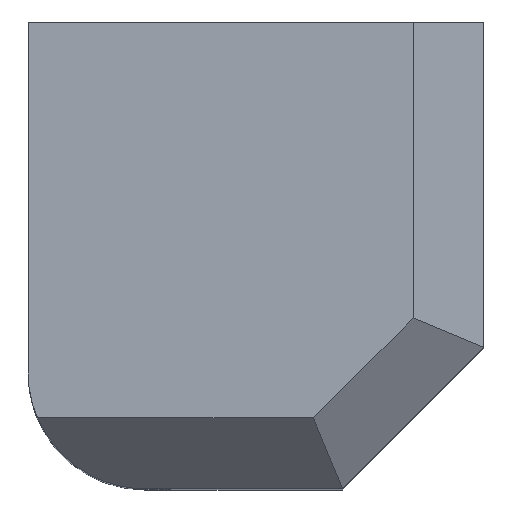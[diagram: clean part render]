
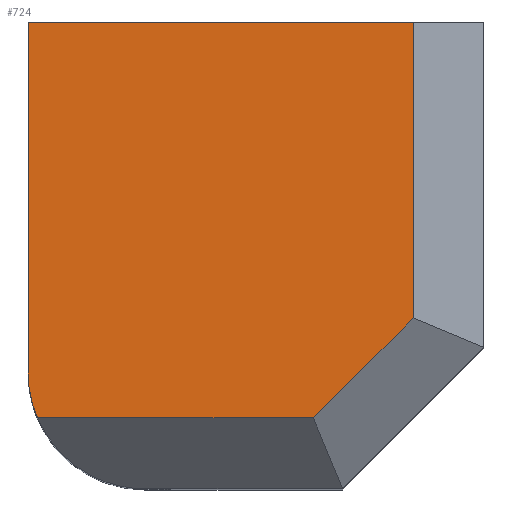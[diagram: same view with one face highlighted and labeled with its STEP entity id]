
A CAD part, top view. The second image highlights one B-rep face of the part: STEP entity #724.
In plain terms, the highlighted planar face has unit normal (0, 0, 1).
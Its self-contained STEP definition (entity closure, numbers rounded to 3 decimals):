
#40 = VERTEX_POINT('',#41);
#41 = CARTESIAN_POINT('',(167.75,0.,50.5));
#47 = EDGE_CURVE('',#48,#40,#50,.T.);
#48 = VERTEX_POINT('',#49);
#49 = CARTESIAN_POINT('',(195.,0.,50.5));
#50 = LINE('',#51,#52);
#51 = CARTESIAN_POINT('',(200.,0.,50.5));
#52 = VECTOR('',#53,1.);
#53 = DIRECTION('',(-1.,-0.,-0.));
#630 = VERTEX_POINT('',#631);
#631 = CARTESIAN_POINT('',(195.,-20.929,50.5));
#637 = EDGE_CURVE('',#48,#630,#638,.T.);
#638 = LINE('',#639,#640);
#639 = CARTESIAN_POINT('',(195.,0.,50.5));
#640 = VECTOR('',#641,1.);
#641 = DIRECTION('',(-0.,-1.,-0.));
#724 = ADVANCED_FACE('',(#725),#760,.T.);
#725 = FACE_BOUND('',#726,.F.);
#726 = EDGE_LOOP('',(#727,#728,#729,#737,#745,#754));
#727 = ORIENTED_EDGE('',*,*,#47,.F.);
#728 = ORIENTED_EDGE('',*,*,#637,.T.);
#729 = ORIENTED_EDGE('',*,*,#730,.T.);
#730 = EDGE_CURVE('',#630,#731,#733,.T.);
#731 = VERTEX_POINT('',#732);
#732 = CARTESIAN_POINT('',(187.929,-28.,50.5));
#733 = LINE('',#734,#735);
#734 = CARTESIAN_POINT('',(196.464,-19.464,50.5));
#735 = VECTOR('',#736,1.);
#736 = DIRECTION('',(-0.707,-0.707,-0.));
#737 = ORIENTED_EDGE('',*,*,#738,.F.);
#738 = EDGE_CURVE('',#739,#731,#741,.T.);
#739 = VERTEX_POINT('',#740);
#740 = CARTESIAN_POINT('',(168.417,-28.,50.5));
#741 = LINE('',#742,#743);
#742 = CARTESIAN_POINT('',(167.75,-28.,50.5));
#743 = VECTOR('',#744,1.);
#744 = DIRECTION('',(1.,0.,0.));
#745 = ORIENTED_EDGE('',*,*,#746,.T.);
#746 = EDGE_CURVE('',#739,#747,#749,.T.);
#747 = VERTEX_POINT('',#748);
#748 = CARTESIAN_POINT('',(167.75,-24.75,50.5));
#749 = CIRCLE('',#750,8.25);
#750 = AXIS2_PLACEMENT_3D('',#751,#752,#753);
#751 = CARTESIAN_POINT('',(176.,-24.75,50.5));
#752 = DIRECTION('',(0.,0.,-1.));
#753 = DIRECTION('',(-1.,-0.,-0.));
#754 = ORIENTED_EDGE('',*,*,#755,.F.);
#755 = EDGE_CURVE('',#40,#747,#756,.T.);
#756 = LINE('',#757,#758);
#757 = CARTESIAN_POINT('',(167.75,0.,50.5));
#758 = VECTOR('',#759,1.);
#759 = DIRECTION('',(-0.,-1.,-0.));
#760 = PLANE('',#761);
#761 = AXIS2_PLACEMENT_3D('',#762,#763,#764);
#762 = CARTESIAN_POINT('',(183.464,-14.978,50.5));
#763 = DIRECTION('',(0.,0.,1.));
#764 = DIRECTION('',(1.,0.,0.));
